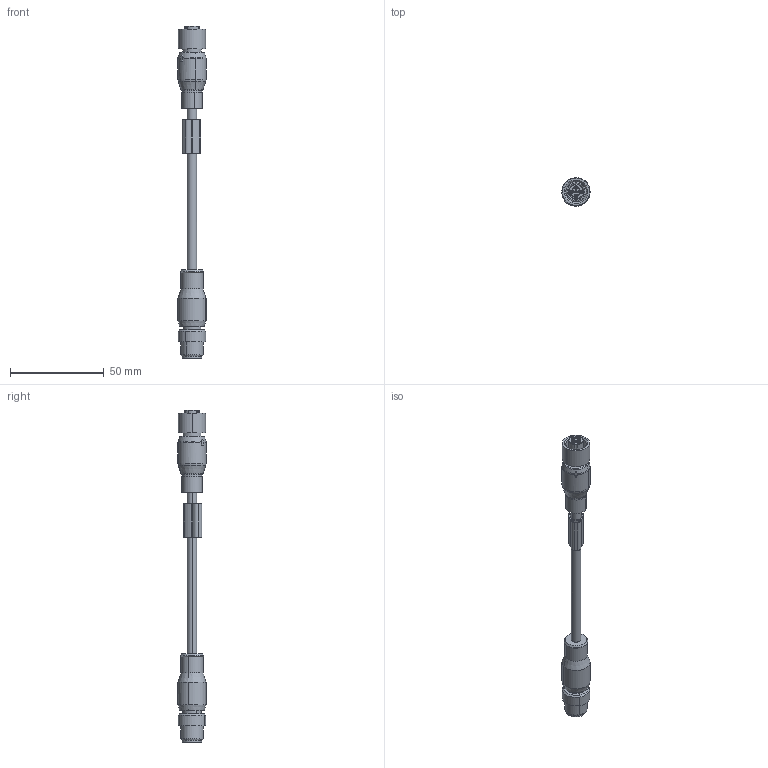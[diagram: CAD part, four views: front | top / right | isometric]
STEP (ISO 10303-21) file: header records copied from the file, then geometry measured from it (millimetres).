
FILE_DESCRIPTION(('CATIA V5 STEP Exchange','CAx-IF Rec.Pracs.--- Model Styling and Organization---1.5--- 2016-08-15','CAx-IF Rec.Pracs.---Supplemental Geometry---1.0---2011-11-01','CAx-IF Rec.Pracs.--- Composite Materials ---1.1---2010-07-15'),'2;1');
FILE_NAME ('1908056-4_0', '2025-11-11T07:55:00+00:00', ('none'), ('Weidmueller'), 'CATIA Version 5-6 Release 2024 SP4', 'CATIA V5 STEP AP214 v3', 'none');
FILE_SCHEMA(('AUTOMOTIVE_DESIGN { 1 0 10303 214 1 1 1 1 }'));
Length unit declared in the file: millimetre
Products named in the file (1): 2955220000
Bounding box: 14.99 x 14.99 x 177.31 mm (x, y, z)
Volume: 13888.3 mm3; surface area: 9722.3 mm2
Topology: 1 solids, 26 shells, 615 faces, 1508 edges, 962 vertices
Faces by surface type: cylinder 276, plane 182, cone 70, torus 62, bspline 10, sphere 10, revolution 5
Entity records: 17762 total; most frequent: CARTESIAN_POINT 4239, ORIENTED_EDGE 2996, DIRECTION 2005, EDGE_CURVE 1498, AXIS2_PLACEMENT_3D 1125, VERTEX_POINT 962, CIRCLE 754, EDGE_LOOP 693
